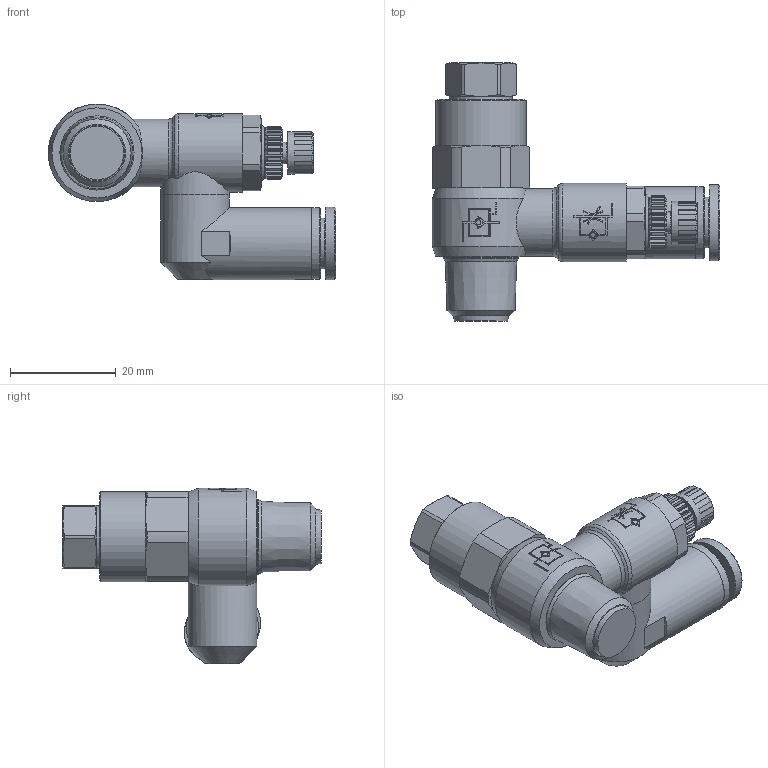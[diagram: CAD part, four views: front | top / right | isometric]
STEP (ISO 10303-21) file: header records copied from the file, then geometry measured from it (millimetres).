
FILE_DESCRIPTION((''),'2;1');
FILE_NAME('GNSP 0802.stp','2019-05-21T10:05:24',('user'),(''),'Autodesk Inventor 2013','Autodesk Inventor 2013','');
FILE_SCHEMA(('AUTOMOTIVE_DESIGN { 1 0 10303 214 1 1 1 1 }'));
Length unit declared in the file: millimetre
Products named in the file (15): GNSP 0802 조립품; GNSP BODY 0802(PLASTIC); GNSP BRASS ASSY 02(EPNI); GNSP BODY 02(BRASS); P-CHECK BODY 02(BRASS); P-NSE BRASS ASSY 02(EPNI); P-NSE BODY 02(BRASS); P-NEEDLE 02(BRASS); LOCK NUT 01; HANDLE 02(PLASTIC); GNPL PLASTIC ASSY 08; GNPL BODY 08(PLASTIC); G-COLLAR 08L; COLLAR G08L; SLEEVE G08
Assembly tree (14 placements, depth 4):
  GNSP 0802 조립품
    GNSP BODY 0802(PLASTIC)
    GNSP BRASS ASSY 02(EPNI)
      GNSP BODY 02(BRASS)
      P-CHECK BODY 02(BRASS)
    P-NSE BRASS ASSY 02(EPNI)
      P-NSE BODY 02(BRASS)
      P-NEEDLE 02(BRASS)
      LOCK NUT 01
      HANDLE 02(PLASTIC)
    GNPL PLASTIC ASSY 08
      GNPL BODY 08(PLASTIC)
      G-COLLAR 08L
        COLLAR G08L
        SLEEVE G08
Bounding box: 54.34 x 48.7 x 33.15 mm (x, y, z)
Volume: 17601.5 mm3; surface area: 8622.2 mm2
Topology: 11 solids, 11 shells, 855 faces, 2303 edges, 1506 vertices
Faces by surface type: plane 586, cone 98, cylinder 95, bspline 73, torus 3
Full cylindrical faces by diameter (mm): 0.6 x1, 4 x1, 8 x1, 8.2 x2, 9.6 x1, 11.8 x1, 12.8 x1, 13 x2, 13.5 x1, 13.6 x2, 14 x1, 14.8 x1, 17 x1
Entity records: 34630 total; most frequent: CARTESIAN_POINT 14093, ORIENTED_EDGE 4502, DIRECTION 3789, EDGE_CURVE 2251, VERTEX_POINT 1489, VECTOR 1421, LINE 1421, AXIS2_PLACEMENT_3D 1184
